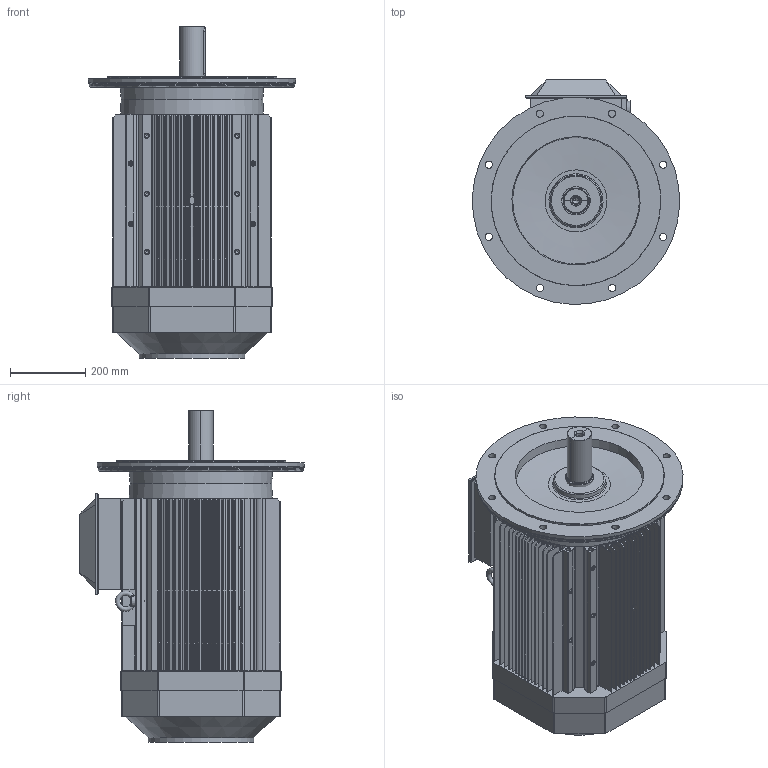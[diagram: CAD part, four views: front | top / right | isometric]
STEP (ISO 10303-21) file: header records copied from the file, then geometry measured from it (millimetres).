
FILE_DESCRIPTION((''),'2;1');
FILE_NAME('M2AA IE2 250 4-8P SMALL TERM.BOX B5.stp','2015-11-04T16:53:40',('sejotaa1'),(''),'Autodesk Inventor 2011','Autodesk Inventor 2011','');
FILE_SCHEMA(('AUTOMOTIVE_DESIGN { 1 0 10303 214 1 1 1 1 }'));
Length unit declared in the file: millimetre
Products named in the file (1): M2AA IE2 250 4-8P SMALL TERM.BOX B5_Shrinkwrap_1
Bounding box: 549.14 x 596.18 x 879.99 mm (x, y, z)
Volume: 42991702.2 mm3; surface area: 4347072.4 mm2
Topology: 6 solids, 1094 shells, 1325 faces, 6011 edges, 5613 vertices
Faces by surface type: cylinder 587, plane 514, cone 149, bspline 40, torus 35
Full cylindrical faces by diameter (mm): 3.3 x4, 5.5 x4, 10.2 x56, 11 x1, 12 x30, 16 x2, 19 x8, 20 x1, 34 x1, 40 x3, 44.942 x1, 47 x1, 57 x1, 279.576 x1, 364 x1, 372 x2, 450 x1
Entity records: 78275 total; most frequent: CARTESIAN_POINT 26425, DIRECTION 9115, ORIENTED_EDGE 6166, EDGE_CURVE 5652, VERTEX_POINT 5495, AXIS2_PLACEMENT_3D 3155, VECTOR 2805, LINE 2805
